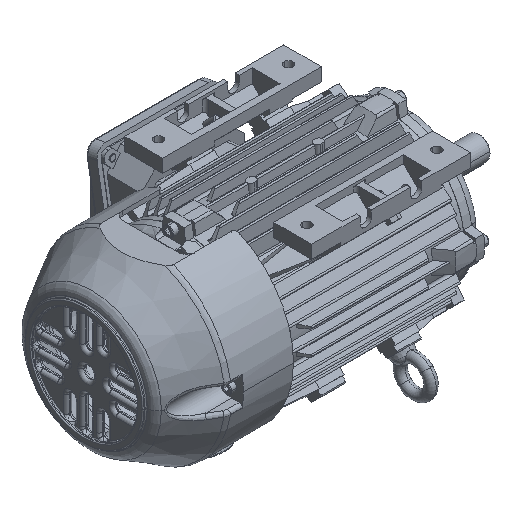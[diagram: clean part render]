
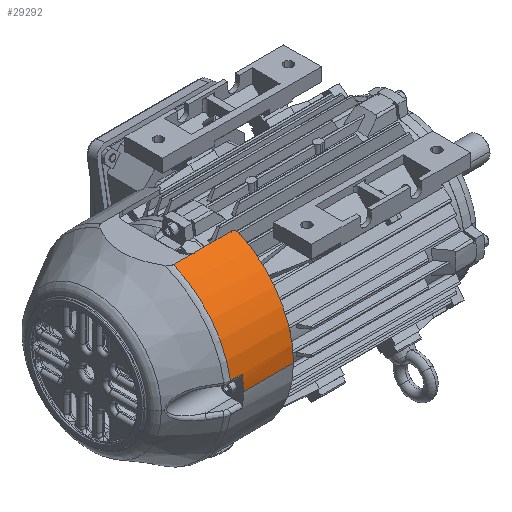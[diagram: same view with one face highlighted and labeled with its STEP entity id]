
A CAD part, isometric view. The second image highlights one B-rep face of the part: STEP entity #29292.
In plain terms, the highlighted cylindrical face has radius 92 mm (diameter 184 mm), a partial arc.
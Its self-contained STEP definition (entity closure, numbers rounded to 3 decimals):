
#27305 = VERTEX_POINT ( 'NONE', #27957 ) ;
#27325 = VERTEX_POINT ( 'NONE', #28077 ) ;
#27329 = EDGE_CURVE ( 'NONE', #27305, #27325, #28072, .T. ) ;
#27957 = CARTESIAN_POINT ( 'NONE',  ( 60.555, -14.472, 90.855 ) ) ;
#28067 = DIRECTION ( 'NONE',  ( -1., 0., 0. ) ) ;
#28069 = VECTOR ( 'NONE', #28067, 1000. ) ;
#28071 = CARTESIAN_POINT ( 'NONE',  ( 0., -14.472, 90.855 ) ) ;
#28072 = LINE ( 'NONE', #28071, #28069 ) ;
#28077 = CARTESIAN_POINT ( 'NONE',  ( 49., -14.472, 90.855 ) ) ;
#29152 = EDGE_LOOP ( 'NONE', ( #29345, #29352, #29355, #29223, #29237, #29245, #29296, #29301 ) ) ;
#29154 = VERTEX_POINT ( 'NONE', #33655 ) ;
#29161 = EDGE_CURVE ( 'NONE', #29164, #29154, #33651, .T. ) ;
#29164 = VERTEX_POINT ( 'NONE', #33630 ) ;
#29223 = ORIENTED_EDGE ( 'NONE', *, *, #29227, .T. ) ;
#29227 = EDGE_CURVE ( 'NONE', #29363, #29229, #33969, .T. ) ;
#29229 = VERTEX_POINT ( 'NONE', #33967 ) ;
#29237 = ORIENTED_EDGE ( 'NONE', *, *, #29239, .F. ) ;
#29239 = EDGE_CURVE ( 'NONE', #29242, #29229, #34045, .T. ) ;
#29242 = VERTEX_POINT ( 'NONE', #34039 ) ;
#29245 = ORIENTED_EDGE ( 'NONE', *, *, #29249, .F. ) ;
#29249 = EDGE_CURVE ( 'NONE', #29436, #29242, #34018, .T. ) ;
#29292 = ADVANCED_FACE ( 'NONE', ( #34185 ), #34183, .T. ) ;
#29296 = ORIENTED_EDGE ( 'NONE', *, *, #29299, .T. ) ;
#29299 = EDGE_CURVE ( 'NONE', #29436, #27305, #34177, .T. ) ;
#29301 = ORIENTED_EDGE ( 'NONE', *, *, #27329, .T. ) ;
#29345 = ORIENTED_EDGE ( 'NONE', *, *, #29350, .T. ) ;
#29350 = EDGE_CURVE ( 'NONE', #27325, #29164, #34293, .T. ) ;
#29352 = ORIENTED_EDGE ( 'NONE', *, *, #29161, .T. ) ;
#29355 = ORIENTED_EDGE ( 'NONE', *, *, #29360, .F. ) ;
#29360 = EDGE_CURVE ( 'NONE', #29363, #29154, #34412, .T. ) ;
#29363 = VERTEX_POINT ( 'NONE', #34399 ) ;
#29436 = VERTEX_POINT ( 'NONE', #34588 ) ;
#33630 = CARTESIAN_POINT ( 'NONE',  ( 49., 0., 92. ) ) ;
#33635 = DIRECTION ( 'NONE',  ( -1., 0., 0. ) ) ;
#33637 = VECTOR ( 'NONE', #33635, 1000. ) ;
#33639 = CARTESIAN_POINT ( 'NONE',  ( 0., 0., 92. ) ) ;
#33651 = LINE ( 'NONE', #33639, #33637 ) ;
#33655 = CARTESIAN_POINT ( 'NONE',  ( 0., 0., 92. ) ) ;
#33921 = CARTESIAN_POINT ( 'NONE',  ( 4., -85., 35.199 ) ) ;
#33922 = CARTESIAN_POINT ( 'NONE',  ( 3.722, -85., 35.199 ) ) ;
#33924 = CARTESIAN_POINT ( 'NONE',  ( 3.445, -84.988, 35.229 ) ) ;
#33926 = CARTESIAN_POINT ( 'NONE',  ( 2.91, -84.941, 35.341 ) ) ;
#33928 = CARTESIAN_POINT ( 'NONE',  ( 2.652, -84.907, 35.424 ) ) ;
#33930 = CARTESIAN_POINT ( 'NONE',  ( 2.279, -84.839, 35.586 ) ) ;
#33931 = CARTESIAN_POINT ( 'NONE',  ( 2.156, -84.813, 35.647 ) ) ;
#33933 = CARTESIAN_POINT ( 'NONE',  ( 1.921, -84.758, 35.779 ) ) ;
#33934 = CARTESIAN_POINT ( 'NONE',  ( 1.808, -84.727, 35.851 ) ) ;
#33936 = CARTESIAN_POINT ( 'NONE',  ( 1.483, -84.631, 36.079 ) ) ;
#33938 = CARTESIAN_POINT ( 'NONE',  ( 1.284, -84.557, 36.251 ) ) ;
#33940 = CARTESIAN_POINT ( 'NONE',  ( 0.921, -84.393, 36.633 ) ) ;
#33942 = CARTESIAN_POINT ( 'NONE',  ( 0.761, -84.303, 36.839 ) ) ;
#33943 = CARTESIAN_POINT ( 'NONE',  ( 0.487, -84.113, 37.27 ) ) ;
#33945 = CARTESIAN_POINT ( 'NONE',  ( 0.372, -84.012, 37.496 ) ) ;
#33946 = CARTESIAN_POINT ( 'NONE',  ( 0.091, -83.692, 38.208 ) ) ;
#33948 = CARTESIAN_POINT ( 'NONE',  ( 0., -83.467, 38.699 ) ) ;
#33963 = CARTESIAN_POINT ( 'NONE',  ( 0., -83.231, 39.199 ) ) ;
#33967 = CARTESIAN_POINT ( 'NONE',  ( 4., -85., 35.199 ) ) ;
#33969 = B_SPLINE_CURVE_WITH_KNOTS ( 'NONE', 3,
 ( #33963, #33948, #33946, #33945, #33943, #33942, #33940, #33938, #33936, #33934, #33933, #33931, #33930, #33928, #33926, #33924, #33922, #33921 ),
 .UNSPECIFIED., .F., .F.,
 ( 4, 2, 2, 2, 2, 2, 2, 2, 4 ),
 ( 0., 0.002, 0.002, 0.003, 0.004, 0.005, 0.005, 0.006, 0.007 ),
 .UNSPECIFIED. ) ;
#34013 = DIRECTION ( 'NONE',  ( -1., 0., 0. ) ) ;
#34014 = VECTOR ( 'NONE', #34013, 1000. ) ;
#34016 = CARTESIAN_POINT ( 'NONE',  ( 113., -85., 35.199 ) ) ;
#34018 = LINE ( 'NONE', #34016, #34014 ) ;
#34039 = CARTESIAN_POINT ( 'NONE',  ( 40., -85., 35.199 ) ) ;
#34041 = DIRECTION ( 'NONE',  ( -1., 0., 0. ) ) ;
#34042 = VECTOR ( 'NONE', #34041, 1000. ) ;
#34043 = CARTESIAN_POINT ( 'NONE',  ( 48., -85., 35.199 ) ) ;
#34045 = LINE ( 'NONE', #34043, #34042 ) ;
#34162 = DIRECTION ( 'NONE',  ( 0., 0., 1. ) ) ;
#34164 = DIRECTION ( 'NONE',  ( -1., 0., 0. ) ) ;
#34166 = CARTESIAN_POINT ( 'NONE',  ( 60.555, 0., 0. ) ) ;
#34167 = AXIS2_PLACEMENT_3D ( 'NONE', #34166, #34164, #34162 ) ;
#34171 = DIRECTION ( 'NONE',  ( 0., 0., 1. ) ) ;
#34172 = DIRECTION ( 'NONE',  ( -1., 0., 0. ) ) ;
#34174 = CARTESIAN_POINT ( 'NONE',  ( 0., 0., 0. ) ) ;
#34175 = AXIS2_PLACEMENT_3D ( 'NONE', #34174, #34172, #34171 ) ;
#34177 = CIRCLE ( 'NONE', #34167, 92. ) ;
#34183 = CYLINDRICAL_SURFACE ( 'NONE', #34175, 92. ) ;
#34185 = FACE_OUTER_BOUND ( 'NONE', #29152, .T. ) ;
#34286 = DIRECTION ( 'NONE',  ( 0., 0., 1. ) ) ;
#34288 = DIRECTION ( 'NONE',  ( -1., 0., 0. ) ) ;
#34290 = CARTESIAN_POINT ( 'NONE',  ( 49., 0., 0. ) ) ;
#34291 = AXIS2_PLACEMENT_3D ( 'NONE', #34290, #34288, #34286 ) ;
#34293 = CIRCLE ( 'NONE', #34291, 92. ) ;
#34399 = CARTESIAN_POINT ( 'NONE',  ( 0., -83.231, 39.199 ) ) ;
#34405 = DIRECTION ( 'NONE',  ( 0., 0., 1. ) ) ;
#34407 = DIRECTION ( 'NONE',  ( -1., 0., 0. ) ) ;
#34409 = CARTESIAN_POINT ( 'NONE',  ( 0., 0., 0. ) ) ;
#34410 = AXIS2_PLACEMENT_3D ( 'NONE', #34409, #34407, #34405 ) ;
#34412 = CIRCLE ( 'NONE', #34410, 92. ) ;
#34588 = CARTESIAN_POINT ( 'NONE',  ( 60.555, -85., 35.199 ) ) ;
